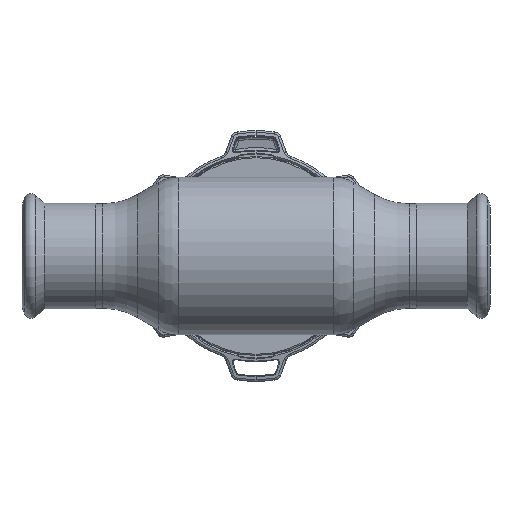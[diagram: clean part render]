
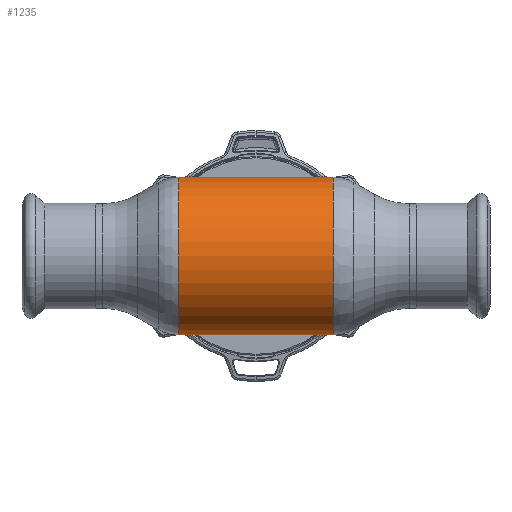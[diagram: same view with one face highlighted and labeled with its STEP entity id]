
A CAD part, front view. The second image highlights one B-rep face of the part: STEP entity #1235.
In plain terms, the highlighted cylindrical face has radius 34 mm (diameter 68 mm), a partial arc.
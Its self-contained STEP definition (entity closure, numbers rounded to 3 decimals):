
#1235 = ADVANCED_FACE ( 'NONE', ( #21992 ), #32719, .T. ) ;
#2269 = ORIENTED_EDGE ( 'NONE', *, *, #15119, .T. ) ;
#4678 = DIRECTION ( 'NONE',  ( -1., 0., 0. ) ) ;
#4864 = CARTESIAN_POINT ( 'NONE',  ( -33.177, 0., 0. ) ) ;
#5878 = AXIS2_PLACEMENT_3D ( 'NONE', #4864, #28744, #15534 ) ;
#8580 = ORIENTED_EDGE ( 'NONE', *, *, #25822, .F. ) ;
#8768 = VECTOR ( 'NONE', #10600, 1000. ) ;
#9984 = DIRECTION ( 'NONE',  ( -1., 0., 0. ) ) ;
#10599 = VECTOR ( 'NONE', #4678, 1000. ) ;
#10600 = DIRECTION ( 'NONE',  ( -1., 0., 0. ) ) ;
#12228 = ORIENTED_EDGE ( 'NONE', *, *, #29835, .T. ) ;
#12771 = CARTESIAN_POINT ( 'NONE',  ( 33.177, 0., 34. ) ) ;
#13349 = DIRECTION ( 'NONE',  ( 0., 0., 1. ) ) ;
#15119 = EDGE_CURVE ( 'NONE', #31656, #19000, #26772, .T. ) ;
#15534 = DIRECTION ( 'NONE',  ( 0., 0., 1. ) ) ;
#15745 = VERTEX_POINT ( 'NONE', #29039 ) ;
#15949 = ORIENTED_EDGE ( 'NONE', *, *, #31138, .F. ) ;
#16491 = DIRECTION ( 'NONE',  ( -1., 0., 0. ) ) ;
#17276 = AXIS2_PLACEMENT_3D ( 'NONE', #29523, #16491, #13349 ) ;
#17317 = CARTESIAN_POINT ( 'NONE',  ( 33.177, 0., -34. ) ) ;
#18214 = CARTESIAN_POINT ( 'NONE',  ( -62.69, 0., 0. ) ) ;
#19000 = VERTEX_POINT ( 'NONE', #25821 ) ;
#19888 = CIRCLE ( 'NONE', #5878, 34. ) ;
#20676 = DIRECTION ( 'NONE',  ( 0., 0., 1. ) ) ;
#21257 = AXIS2_PLACEMENT_3D ( 'NONE', #18214, #9984, #20676 ) ;
#21502 = CARTESIAN_POINT ( 'NONE',  ( -62.69, 0., -34. ) ) ;
#21992 = FACE_OUTER_BOUND ( 'NONE', #26635, .T. ) ;
#23700 = VERTEX_POINT ( 'NONE', #17317 ) ;
#25821 = CARTESIAN_POINT ( 'NONE',  ( -33.177, 0., 34. ) ) ;
#25822 = EDGE_CURVE ( 'NONE', #15745, #19000, #19888, .T. ) ;
#26635 = EDGE_LOOP ( 'NONE', ( #15949, #12228, #2269, #8580 ) ) ;
#26772 = LINE ( 'NONE', #29552, #8768 ) ;
#27968 = CIRCLE ( 'NONE', #17276, 34. ) ;
#28744 = DIRECTION ( 'NONE',  ( -1., 0., 0. ) ) ;
#29039 = CARTESIAN_POINT ( 'NONE',  ( -33.177, 0., -34. ) ) ;
#29062 = LINE ( 'NONE', #21502, #10599 ) ;
#29523 = CARTESIAN_POINT ( 'NONE',  ( 33.177, 0., 0. ) ) ;
#29552 = CARTESIAN_POINT ( 'NONE',  ( -62.69, 0., 34. ) ) ;
#29835 = EDGE_CURVE ( 'NONE', #23700, #31656, #27968, .T. ) ;
#31138 = EDGE_CURVE ( 'NONE', #23700, #15745, #29062, .T. ) ;
#31656 = VERTEX_POINT ( 'NONE', #12771 ) ;
#32719 = CYLINDRICAL_SURFACE ( 'NONE', #21257, 34. ) ;
